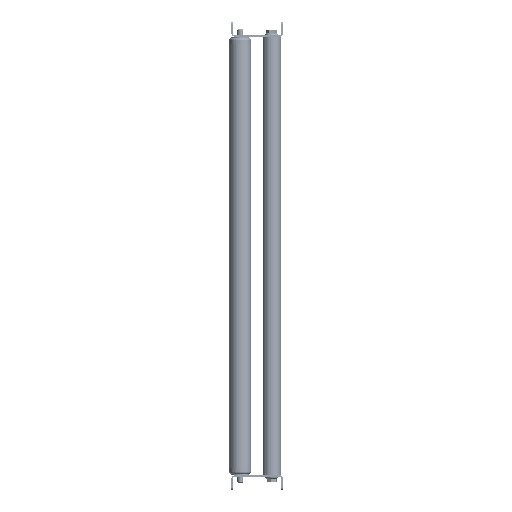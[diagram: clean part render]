
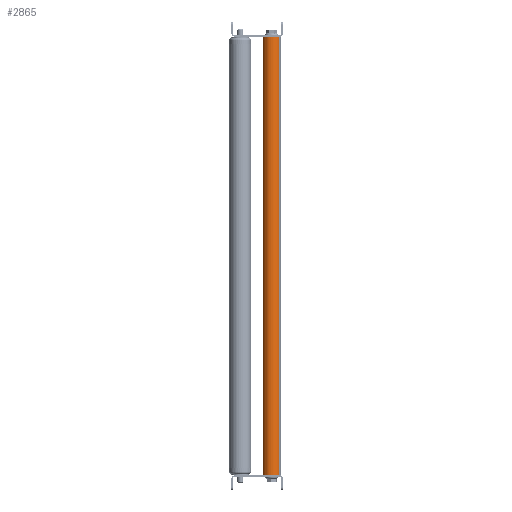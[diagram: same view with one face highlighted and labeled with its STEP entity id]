
A CAD part, left-side view. The second image highlights one B-rep face of the part: STEP entity #2865.
In plain terms, the highlighted cylindrical face has radius 12.5 mm (diameter 25 mm), a partial arc.
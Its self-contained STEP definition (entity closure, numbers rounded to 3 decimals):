
#293 = FACE_OUTER_BOUND ( 'NONE', #18004, .T. ) ;
#1064 = ORIENTED_EDGE ( 'NONE', *, *, #21007, .T. ) ;
#1151 = VECTOR ( 'NONE', #6690, 1000. ) ;
#2261 = AXIS2_PLACEMENT_3D ( 'NONE', #6085, #22800, #24817 ) ;
#2865 = ADVANCED_FACE ( 'NONE', ( #293 ), #21156, .T. ) ;
#3525 = AXIS2_PLACEMENT_3D ( 'NONE', #13981, #11959, #18459 ) ;
#5281 = DIRECTION ( 'NONE',  ( -1., 0., 0. ) ) ;
#6085 = CARTESIAN_POINT ( 'NONE',  ( 600., 0., 0. ) ) ;
#6690 = DIRECTION ( 'NONE',  ( -1., 0., 0. ) ) ;
#6770 = VERTEX_POINT ( 'NONE', #10621 ) ;
#7113 = DIRECTION ( 'NONE',  ( 0., 0., -1. ) ) ;
#7417 = CIRCLE ( 'NONE', #3525, 12.5 ) ;
#7583 = LINE ( 'NONE', #24147, #9405 ) ;
#9405 = VECTOR ( 'NONE', #5281, 1000. ) ;
#10147 = CARTESIAN_POINT ( 'NONE',  ( 599., 0., 12.5 ) ) ;
#10602 = AXIS2_PLACEMENT_3D ( 'NONE', #11461, #22163, #7113 ) ;
#10621 = CARTESIAN_POINT ( 'NONE',  ( 599., 0., -12.5 ) ) ;
#11461 = CARTESIAN_POINT ( 'NONE',  ( 1., 0., 0. ) ) ;
#11959 = DIRECTION ( 'NONE',  ( -1., 0., 0. ) ) ;
#12622 = VERTEX_POINT ( 'NONE', #21355 ) ;
#12908 = EDGE_CURVE ( 'NONE', #16702, #6770, #7417, .T. ) ;
#13981 = CARTESIAN_POINT ( 'NONE',  ( 599., 0., 0. ) ) ;
#15690 = EDGE_CURVE ( 'NONE', #6770, #12622, #7583, .T. ) ;
#16702 = VERTEX_POINT ( 'NONE', #10147 ) ;
#18004 = EDGE_LOOP ( 'NONE', ( #22298, #19746, #1064, #20354 ) ) ;
#18459 = DIRECTION ( 'NONE',  ( 0., 0., -1. ) ) ;
#19329 = CARTESIAN_POINT ( 'NONE',  ( 600., 0., 12.5 ) ) ;
#19746 = ORIENTED_EDGE ( 'NONE', *, *, #15690, .T. ) ;
#20354 = ORIENTED_EDGE ( 'NONE', *, *, #24211, .F. ) ;
#21007 = EDGE_CURVE ( 'NONE', #12622, #21834, #21460, .T. ) ;
#21156 = CYLINDRICAL_SURFACE ( 'NONE', #2261, 12.5 ) ;
#21355 = CARTESIAN_POINT ( 'NONE',  ( 1., 0., -12.5 ) ) ;
#21460 = CIRCLE ( 'NONE', #10602, 12.5 ) ;
#21834 = VERTEX_POINT ( 'NONE', #24656 ) ;
#22163 = DIRECTION ( 'NONE',  ( 1., 0., 0. ) ) ;
#22298 = ORIENTED_EDGE ( 'NONE', *, *, #12908, .T. ) ;
#22800 = DIRECTION ( 'NONE',  ( -1., 0., 0. ) ) ;
#24147 = CARTESIAN_POINT ( 'NONE',  ( 600., 0., -12.5 ) ) ;
#24211 = EDGE_CURVE ( 'NONE', #16702, #21834, #25274, .T. ) ;
#24656 = CARTESIAN_POINT ( 'NONE',  ( 1., 0., 12.5 ) ) ;
#24817 = DIRECTION ( 'NONE',  ( 0., 0., 1. ) ) ;
#25274 = LINE ( 'NONE', #19329, #1151 ) ;
